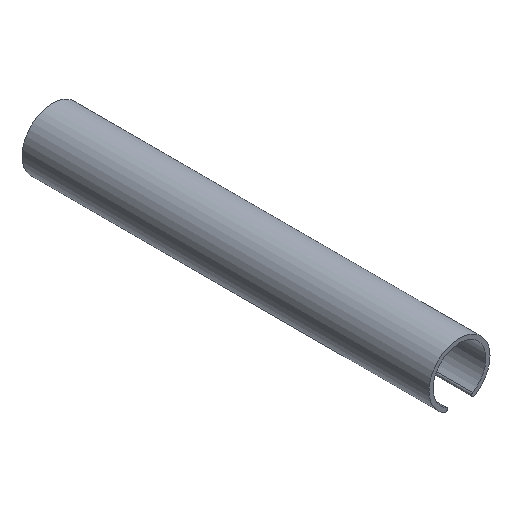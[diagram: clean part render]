
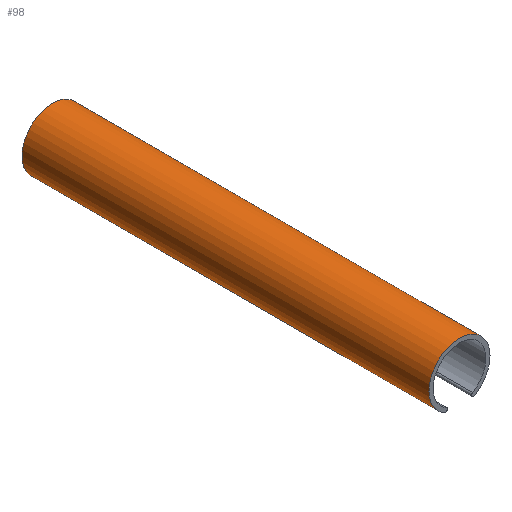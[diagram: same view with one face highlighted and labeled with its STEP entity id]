
A CAD part, isometric view. The second image highlights one B-rep face of the part: STEP entity #98.
In plain terms, the highlighted cylindrical face has radius 11.43 mm (diameter 22.86 mm), a partial arc.
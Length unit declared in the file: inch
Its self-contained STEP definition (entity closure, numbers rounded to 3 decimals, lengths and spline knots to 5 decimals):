
#26=CARTESIAN_POINT('',(-0.22232,-3.,-0.39125));
#27=VERTEX_POINT('',#26);
#35=CARTESIAN_POINT('',(-0.22232,3.,-0.39125));
#36=VERTEX_POINT('',#35);
#37=CARTESIAN_POINT('',(-0.22232,0.,-0.39125));
#38=DIRECTION('',(0.,-1.,0.));
#39=VECTOR('',#38,1.);
#40=LINE('',#37,#39);
#41=EDGE_CURVE('',#36,#27,#40,.T.);
#66=CARTESIAN_POINT('',(0.22232,-3.,-0.39125));
#67=VERTEX_POINT('',#66);
#68=CARTESIAN_POINT('',(0.,-3.,0.));
#69=DIRECTION('',(0.,1.,0.));
#70=DIRECTION('',(1.,0.,0.));
#71=AXIS2_PLACEMENT_3D('',#68,#69,#70);
#72=CIRCLE('',#71,0.45);
#73=EDGE_CURVE('',#27,#67,#72,.T.);
#74=ORIENTED_EDGE('',*,*,#73,.T.);
#75=CARTESIAN_POINT('',(0.22232,3.,-0.39125));
#76=VERTEX_POINT('',#75);
#77=CARTESIAN_POINT('',(0.22232,0.,-0.39125));
#78=DIRECTION('',(0.,1.,0.));
#79=VECTOR('',#78,1.);
#80=LINE('',#77,#79);
#81=EDGE_CURVE('',#67,#76,#80,.T.);
#82=ORIENTED_EDGE('',*,*,#81,.T.);
#83=CARTESIAN_POINT('',(0.,3.,0.));
#84=DIRECTION('',(0.,-1.,0.));
#85=DIRECTION('',(1.,0.,0.));
#86=AXIS2_PLACEMENT_3D('',#83,#84,#85);
#87=CIRCLE('',#86,0.45);
#88=EDGE_CURVE('',#76,#36,#87,.T.);
#89=ORIENTED_EDGE('',*,*,#88,.T.);
#90=ORIENTED_EDGE('',*,*,#41,.T.);
#91=EDGE_LOOP('',(#74,#82,#89,#90));
#92=FACE_OUTER_BOUND('',#91,.T.);
#93=CARTESIAN_POINT('',(0.,0.,0.));
#94=DIRECTION('',(0.,-1.,0.));
#95=DIRECTION('',(0.,0.,-1.));
#96=AXIS2_PLACEMENT_3D('',#93,#94,#95);
#97=CYLINDRICAL_SURFACE('',#96,0.45);
#98=ADVANCED_FACE('',(#92),#97,.T.);
